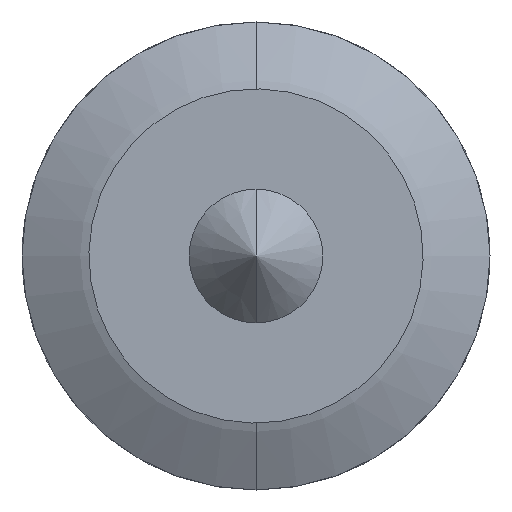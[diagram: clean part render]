
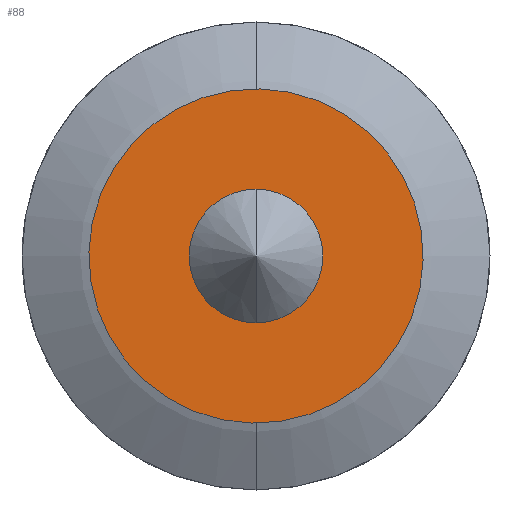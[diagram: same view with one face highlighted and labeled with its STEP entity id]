
A CAD part, front view. The second image highlights one B-rep face of the part: STEP entity #88.
In plain terms, the highlighted planar face has unit normal (0, -1, 0).
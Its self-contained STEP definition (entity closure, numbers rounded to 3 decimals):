
#47 = EDGE_CURVE ( 'NONE', #252, #257, #718, .T. ) ;
#48 = EDGE_CURVE ( 'NONE', #249, #250, #650, .T. ) ;
#88 = ADVANCED_FACE ( 'NONE', ( #360, #361 ), #917, .F. ) ;
#107 = CARTESIAN_POINT ( 'NONE',  ( 0., 0., 0. ) ) ;
#108 = DIRECTION ( 'NONE',  ( 0., 1., 0. ) ) ;
#109 = DIRECTION ( 'NONE',  ( 0., 0., 1. ) ) ;
#110 = CARTESIAN_POINT ( 'NONE',  ( 0., 0., 0. ) ) ;
#111 = DIRECTION ( 'NONE',  ( 0., 1., 0. ) ) ;
#112 = DIRECTION ( 'NONE',  ( 0., 0., 1. ) ) ;
#127 = DIRECTION ( 'NONE',  ( 0., 0., 1. ) ) ;
#128 = DIRECTION ( 'NONE',  ( 0., 1., 0. ) ) ;
#129 = CARTESIAN_POINT ( 'NONE',  ( 0., 0., 0. ) ) ;
#136 = DIRECTION ( 'NONE',  ( 0., 0., 1. ) ) ;
#137 = DIRECTION ( 'NONE',  ( 0., 1., 0. ) ) ;
#138 = CARTESIAN_POINT ( 'NONE',  ( 0., 0., 0. ) ) ;
#213 = ORIENTED_EDGE ( 'NONE', *, *, #48, .T. ) ;
#220 = ORIENTED_EDGE ( 'NONE', *, *, #866, .F. ) ;
#225 = ORIENTED_EDGE ( 'NONE', *, *, #863, .T. ) ;
#226 = ORIENTED_EDGE ( 'NONE', *, *, #47, .F. ) ;
#249 = VERTEX_POINT ( 'NONE', #928 ) ;
#250 = VERTEX_POINT ( 'NONE', #924 ) ;
#252 = VERTEX_POINT ( 'NONE', #905 ) ;
#257 = VERTEX_POINT ( 'NONE', #939 ) ;
#360 = FACE_OUTER_BOUND ( 'NONE', #565, .T. ) ;
#361 = FACE_BOUND ( 'NONE', #564, .T. ) ;
#564 = EDGE_LOOP ( 'NONE', ( #213, #225 ) ) ;
#565 = EDGE_LOOP ( 'NONE', ( #220, #226 ) ) ;
#650 = CIRCLE ( 'NONE', #699, 1.75 ) ;
#686 = AXIS2_PLACEMENT_3D ( 'NONE', #908, #896, #909 ) ;
#697 = AXIS2_PLACEMENT_3D ( 'NONE', #107, #108, #109 ) ;
#699 = AXIS2_PLACEMENT_3D ( 'NONE', #110, #111, #112 ) ;
#718 = CIRCLE ( 'NONE', #697, 5. ) ;
#775 = CIRCLE ( 'NONE', #822, 5. ) ;
#813 = CIRCLE ( 'NONE', #825, 1.75 ) ;
#822 = AXIS2_PLACEMENT_3D ( 'NONE', #129, #128, #127 ) ;
#825 = AXIS2_PLACEMENT_3D ( 'NONE', #138, #137, #136 ) ;
#863 = EDGE_CURVE ( 'NONE', #250, #249, #813, .T. ) ;
#866 = EDGE_CURVE ( 'NONE', #257, #252, #775, .T. ) ;
#896 = DIRECTION ( 'NONE',  ( 0., 1., 0. ) ) ;
#905 = CARTESIAN_POINT ( 'NONE',  ( 0., 0., 5. ) ) ;
#908 = CARTESIAN_POINT ( 'NONE',  ( 0., 0., 0. ) ) ;
#909 = DIRECTION ( 'NONE',  ( 0., 0., 1. ) ) ;
#917 = PLANE ( 'NONE',  #686 ) ;
#924 = CARTESIAN_POINT ( 'NONE',  ( 0., 0., 1.75 ) ) ;
#928 = CARTESIAN_POINT ( 'NONE',  ( 0., 0., -1.75 ) ) ;
#939 = CARTESIAN_POINT ( 'NONE',  ( 0., 0., -5. ) ) ;
